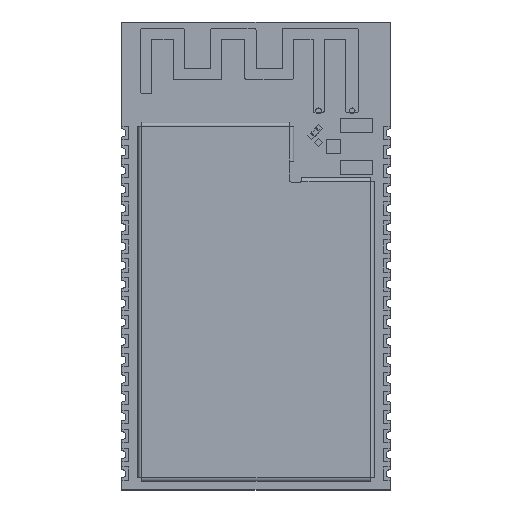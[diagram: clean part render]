
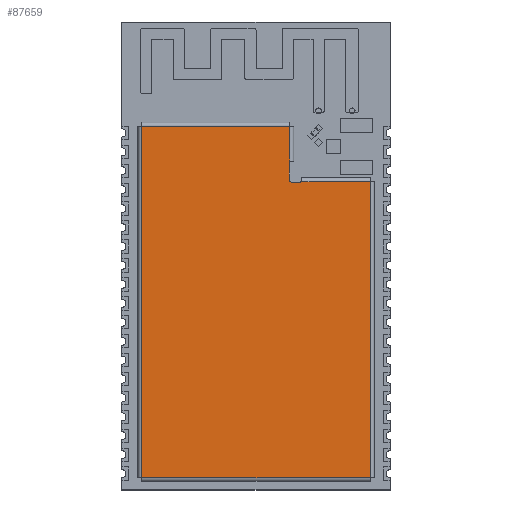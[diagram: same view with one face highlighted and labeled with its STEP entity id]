
A CAD part, top view. The second image highlights one B-rep face of the part: STEP entity #87659.
In plain terms, the highlighted planar face has unit normal (0, 0, 1).
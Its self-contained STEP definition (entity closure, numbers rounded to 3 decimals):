
#103 = ORIENTED_EDGE ( 'NONE', *, *, #53295, .F. ) ;
#260 = ORIENTED_EDGE ( 'NONE', *, *, #5404, .T. ) ;
#2600 = EDGE_CURVE ( 'NONE', #77724, #68574, #83820, .T. ) ;
#5404 = EDGE_CURVE ( 'NONE', #35375, #51184, #96683, .T. ) ;
#5606 = CARTESIAN_POINT ( 'NONE',  ( 0.25, 23.84, 2.5 ) ) ;
#5705 = DIRECTION ( 'NONE',  ( 0., 0., -1. ) ) ;
#7151 = ORIENTED_EDGE ( 'NONE', *, *, #68314, .T. ) ;
#8257 = CARTESIAN_POINT ( 'NONE',  ( 0., 20.12, 2.5 ) ) ;
#9819 = VERTEX_POINT ( 'NONE', #18488 ) ;
#10015 = CARTESIAN_POINT ( 'NONE',  ( 10.15, 21.34, 2.5 ) ) ;
#10557 = EDGE_CURVE ( 'NONE', #36234, #68574, #66801, .T. ) ;
#11520 = DIRECTION ( 'NONE',  ( 1., 0., 0. ) ) ;
#12740 = DIRECTION ( 'NONE',  ( -1., 0., 0. ) ) ;
#14138 = CARTESIAN_POINT ( 'NONE',  ( 10.85, 20.17, 2.5 ) ) ;
#16924 = VERTEX_POINT ( 'NONE', #22644 ) ;
#18488 = CARTESIAN_POINT ( 'NONE',  ( 10.2, 21.427, 2.5 ) ) ;
#19110 = ORIENTED_EDGE ( 'NONE', *, *, #88621, .T. ) ;
#19892 = EDGE_CURVE ( 'NONE', #9819, #65581, #44708, .T. ) ;
#21238 = FACE_OUTER_BOUND ( 'NONE', #47906, .T. ) ;
#21353 = VERTEX_POINT ( 'NONE', #5606 ) ;
#22644 = CARTESIAN_POINT ( 'NONE',  ( 10.937, 20.12, 2.5 ) ) ;
#24295 = AXIS2_PLACEMENT_3D ( 'NONE', #97695, #88725, #12740 ) ;
#24637 = AXIS2_PLACEMENT_3D ( 'NONE', #14138, #5705, #59085 ) ;
#27333 = DIRECTION ( 'NONE',  ( -1., 0., 0. ) ) ;
#27857 = CIRCLE ( 'NONE', #24637, 0.1 ) ;
#30156 = CARTESIAN_POINT ( 'NONE',  ( 10.2, 0., 2.5 ) ) ;
#30365 = CARTESIAN_POINT ( 'NONE',  ( 10.35, 20.07, 2.5 ) ) ;
#30515 = CARTESIAN_POINT ( 'NONE',  ( 15.59, 0., 2.5 ) ) ;
#33529 = CARTESIAN_POINT ( 'NONE',  ( 10.2, 23.84, 2.5 ) ) ;
#33666 = CARTESIAN_POINT ( 'NONE',  ( 0., 23.84, 2.5 ) ) ;
#34791 = LINE ( 'NONE', #95293, #56781 ) ;
#35056 = CARTESIAN_POINT ( 'NONE',  ( 0.25, 0.25, 2.5 ) ) ;
#35281 = ORIENTED_EDGE ( 'NONE', *, *, #10557, .F. ) ;
#35375 = VERTEX_POINT ( 'NONE', #50432 ) ;
#35773 = VECTOR ( 'NONE', #61130, 1000. ) ;
#35908 = CARTESIAN_POINT ( 'NONE',  ( 10.25, 21.34, 2.5 ) ) ;
#36234 = VERTEX_POINT ( 'NONE', #10015 ) ;
#36865 = DIRECTION ( 'NONE',  ( -1., 0., 0. ) ) ;
#37232 = CIRCLE ( 'NONE', #57950, 0.1 ) ;
#38050 = DIRECTION ( 'NONE',  ( 0., 1., 0. ) ) ;
#38943 = ORIENTED_EDGE ( 'NONE', *, *, #63721, .T. ) ;
#39146 = CARTESIAN_POINT ( 'NONE',  ( 15.59, 20.12, 2.5 ) ) ;
#39172 = DIRECTION ( 'NONE',  ( 0., 1., 0. ) ) ;
#39691 = VECTOR ( 'NONE', #11520, 1000. ) ;
#40622 = ORIENTED_EDGE ( 'NONE', *, *, #19892, .T. ) ;
#41219 = LINE ( 'NONE', #33666, #89986 ) ;
#41717 = DIRECTION ( 'NONE',  ( -1., 0., 0. ) ) ;
#43380 = ORIENTED_EDGE ( 'NONE', *, *, #63520, .T. ) ;
#44708 = LINE ( 'NONE', #30156, #52060 ) ;
#46706 = LINE ( 'NONE', #8257, #35773 ) ;
#47628 = ORIENTED_EDGE ( 'NONE', *, *, #65090, .T. ) ;
#47906 = EDGE_LOOP ( 'NONE', ( #35281, #19110, #40622, #43380, #7151, #94347, #260, #47628, #38943, #103, #90833 ) ) ;
#49472 = LINE ( 'NONE', #79956, #39691 ) ;
#50285 = VECTOR ( 'NONE', #66162, 1000. ) ;
#50432 = CARTESIAN_POINT ( 'NONE',  ( 15.59, 0.25, 2.5 ) ) ;
#51184 = VERTEX_POINT ( 'NONE', #39146 ) ;
#52060 = VECTOR ( 'NONE', #39172, 1000. ) ;
#53295 = EDGE_CURVE ( 'NONE', #77724, #93490, #49472, .T. ) ;
#53465 = CARTESIAN_POINT ( 'NONE',  ( 10.15, 20.27, 2.5 ) ) ;
#54030 = VECTOR ( 'NONE', #38050, 1000. ) ;
#55101 = AXIS2_PLACEMENT_3D ( 'NONE', #63790, #72833, #27333 ) ;
#56781 = VECTOR ( 'NONE', #64252, 1000. ) ;
#57644 = LINE ( 'NONE', #88670, #50285 ) ;
#57950 = AXIS2_PLACEMENT_3D ( 'NONE', #35908, #66366, #36865 ) ;
#59085 = DIRECTION ( 'NONE',  ( -1., 0., 0. ) ) ;
#59258 = DIRECTION ( 'NONE',  ( 0., -1., 0. ) ) ;
#61130 = DIRECTION ( 'NONE',  ( -1., 0., 0. ) ) ;
#63520 = EDGE_CURVE ( 'NONE', #65581, #21353, #41219, .T. ) ;
#63721 = EDGE_CURVE ( 'NONE', #16924, #93490, #27857, .T. ) ;
#63790 = CARTESIAN_POINT ( 'NONE',  ( 10.35, 20.27, 2.5 ) ) ;
#64252 = DIRECTION ( 'NONE',  ( 1., 0., 0. ) ) ;
#65090 = EDGE_CURVE ( 'NONE', #51184, #16924, #46706, .T. ) ;
#65581 = VERTEX_POINT ( 'NONE', #33529 ) ;
#66162 = DIRECTION ( 'NONE',  ( 0., -1., 0. ) ) ;
#66366 = DIRECTION ( 'NONE',  ( 0., 0., -1. ) ) ;
#66801 = LINE ( 'NONE', #82306, #91209 ) ;
#68314 = EDGE_CURVE ( 'NONE', #21353, #82700, #57644, .T. ) ;
#68574 = VERTEX_POINT ( 'NONE', #53465 ) ;
#71413 = CARTESIAN_POINT ( 'NONE',  ( 10.85, 20.07, 2.5 ) ) ;
#72833 = DIRECTION ( 'NONE',  ( 0., 0., -1. ) ) ;
#77724 = VERTEX_POINT ( 'NONE', #30365 ) ;
#79860 = EDGE_CURVE ( 'NONE', #82700, #35375, #34791, .T. ) ;
#79956 = CARTESIAN_POINT ( 'NONE',  ( 10.15, 20.07, 2.5 ) ) ;
#81229 = PLANE ( 'NONE',  #24295 ) ;
#82306 = CARTESIAN_POINT ( 'NONE',  ( 10.15, 20.07, 2.5 ) ) ;
#82700 = VERTEX_POINT ( 'NONE', #35056 ) ;
#83820 = CIRCLE ( 'NONE', #55101, 0.2 ) ;
#87659 = ADVANCED_FACE ( 'NONE', ( #21238 ), #81229, .F. ) ;
#88621 = EDGE_CURVE ( 'NONE', #36234, #9819, #37232, .T. ) ;
#88670 = CARTESIAN_POINT ( 'NONE',  ( 0.25, 0., 2.5 ) ) ;
#88725 = DIRECTION ( 'NONE',  ( 0., 0., -1. ) ) ;
#89986 = VECTOR ( 'NONE', #41717, 1000. ) ;
#90833 = ORIENTED_EDGE ( 'NONE', *, *, #2600, .T. ) ;
#91209 = VECTOR ( 'NONE', #59258, 1000. ) ;
#93490 = VERTEX_POINT ( 'NONE', #71413 ) ;
#94347 = ORIENTED_EDGE ( 'NONE', *, *, #79860, .T. ) ;
#95293 = CARTESIAN_POINT ( 'NONE',  ( 0., 0.25, 2.5 ) ) ;
#96683 = LINE ( 'NONE', #30515, #54030 ) ;
#97695 = CARTESIAN_POINT ( 'NONE',  ( 0., 0., 2.5 ) ) ;
